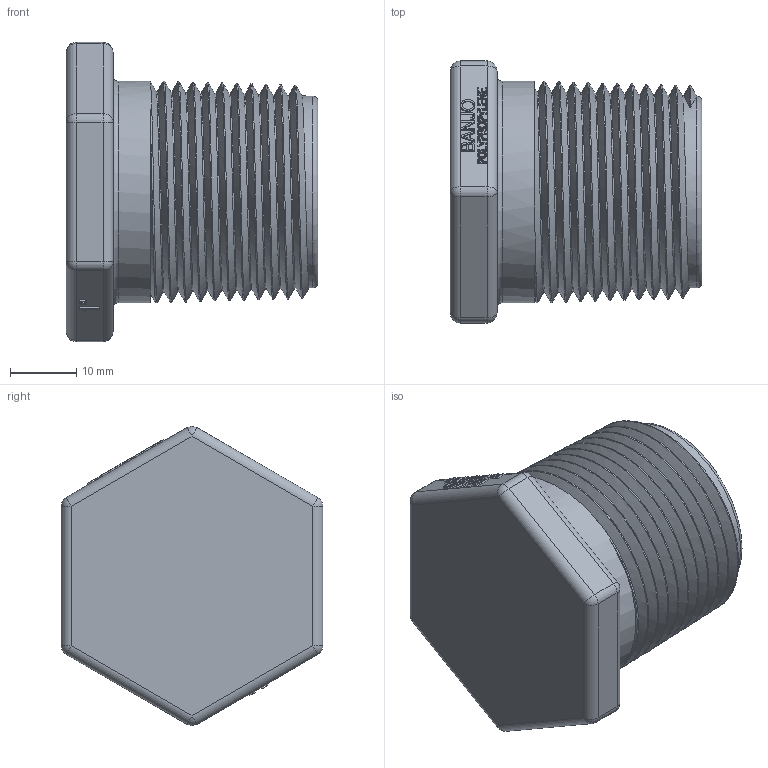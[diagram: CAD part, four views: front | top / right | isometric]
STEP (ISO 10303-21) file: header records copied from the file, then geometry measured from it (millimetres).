
FILE_DESCRIPTION(/* description */ ('1" PIPE PLUG'),/* implementation_level */ '2;1');
FILE_NAME(/* name */ 'PLUG100.stp',/* time_stamp */ '2013-10-16T10:01:54-04:00',/* author */ ('DCerny'),/* organization */ (''),/* preprocessor_version */ 'ST-DEVELOPER v15.2',/* originating_system */ 'Autodesk Inventor 2014',/* authorisation */ '');
FILE_SCHEMA (('AUTOMOTIVE_DESIGN { 1 0 10303 214 3 1 1 }'));
Length unit declared in the file: inch
Products named in the file (1): PLUG100
Bounding box: 38.1 x 39.62 x 45.28 mm (x, y, z)
Volume: 25161.9 mm3; surface area: 10084.4 mm2
Topology: 1 solids, 1 shells, 340 faces, 874 edges, 569 vertices
Faces by surface type: plane 195, bspline 95, cylinder 22, cone 14, sphere 12, torus 2
Full cylindrical faces by diameter (mm): 19.05 x1, 33.528 x1
Entity records: 12704 total; most frequent: CARTESIAN_POINT 5387, ORIENTED_EDGE 1666, DIRECTION 1155, EDGE_CURVE 833, LINE 589, VECTOR 589, VERTEX_POINT 545, EDGE_LOOP 366
